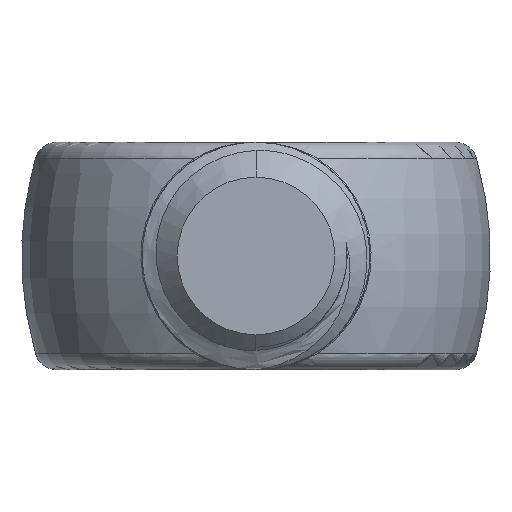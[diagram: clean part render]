
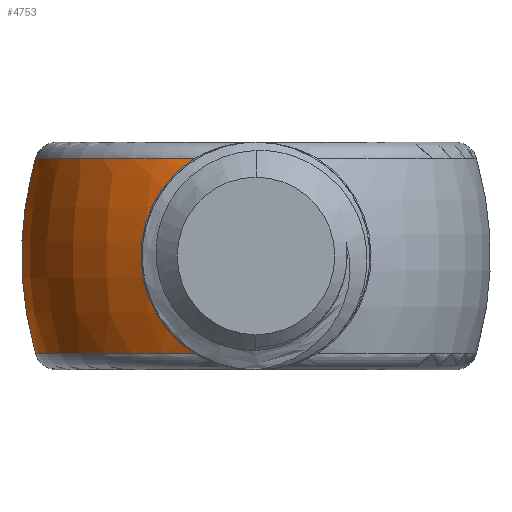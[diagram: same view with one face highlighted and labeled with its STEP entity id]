
A CAD part, front view. The second image highlights one B-rep face of the part: STEP entity #4753.
In plain terms, the highlighted toroidal (fillet/blend) face has major radius 5.922 mm and minor radius 19.018 mm.
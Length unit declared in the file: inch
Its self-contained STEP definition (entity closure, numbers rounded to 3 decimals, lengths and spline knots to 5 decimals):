
#291 = VERTEX_POINT ( 'NONE', #693 ) ;
#293 = VERTEX_POINT ( 'NONE', #695 ) ;
#294 = VERTEX_POINT ( 'NONE', #611 ) ;
#297 = VERTEX_POINT ( 'NONE', #694 ) ;
#299 = VERTEX_POINT ( 'NONE', #527 ) ;
#302 = VERTEX_POINT ( 'NONE', #520 ) ;
#520 = CARTESIAN_POINT ( 'NONE',  ( -0.13485, 0.7536, -0.21431 ) ) ;
#527 = CARTESIAN_POINT ( 'NONE',  ( 0., 1.70305, -0.21431 ) ) ;
#611 = CARTESIAN_POINT ( 'NONE',  ( -0.4843, 1.21875, 0.21431 ) ) ;
#693 = CARTESIAN_POINT ( 'NONE',  ( 0., 1.70305, 0.21431 ) ) ;
#694 = CARTESIAN_POINT ( 'NONE',  ( -0.4843, 1.21875, -0.21431 ) ) ;
#695 = CARTESIAN_POINT ( 'NONE',  ( -0.13485, 0.7536, 0.21431 ) ) ;
#1313 = CARTESIAN_POINT ( 'NONE',  ( 0., 0.98562, 0. ) ) ;
#1314 = DIRECTION ( 'NONE',  ( -1., 0., 0. ) ) ;
#1315 = DIRECTION ( 'NONE',  ( 0., 0., 1. ) ) ;
#1790 = CARTESIAN_POINT ( 'NONE',  ( -0.13485, 0.7536, -0.21431 ) ) ;
#1794 = CARTESIAN_POINT ( 'NONE',  ( -0.15297, 0.75529, -0.20283 ) ) ;
#1795 = CARTESIAN_POINT ( 'NONE',  ( -0.16925, 0.75713, -0.18934 ) ) ;
#1796 = CARTESIAN_POINT ( 'NONE',  ( -0.19104, 0.75988, -0.16617 ) ) ;
#1797 = CARTESIAN_POINT ( 'NONE',  ( -0.1979, 0.7608, -0.15789 ) ) ;
#1798 = CARTESIAN_POINT ( 'NONE',  ( -0.21043, 0.76256, -0.14065 ) ) ;
#1799 = CARTESIAN_POINT ( 'NONE',  ( -0.21611, 0.76339, -0.1317 ) ) ;
#1800 = CARTESIAN_POINT ( 'NONE',  ( -0.2263, 0.76494, -0.11317 ) ) ;
#1801 = CARTESIAN_POINT ( 'NONE',  ( -0.23083, 0.76565, -0.10358 ) ) ;
#1802 = CARTESIAN_POINT ( 'NONE',  ( -0.23869, 0.76692, -0.08376 ) ) ;
#1803 = CARTESIAN_POINT ( 'NONE',  ( -0.24203, 0.76747, -0.07349 ) ) ;
#1804 = CARTESIAN_POINT ( 'NONE',  ( -0.24996, 0.7688, -0.04258 ) ) ;
#1805 = CARTESIAN_POINT ( 'NONE',  ( -0.25265, 0.76927, -0.02154 ) ) ;
#1806 = CARTESIAN_POINT ( 'NONE',  ( -0.25266, 0.76927, 0.02144 ) ) ;
#1807 = CARTESIAN_POINT ( 'NONE',  ( -0.24997, 0.7688, 0.04255 ) ) ;
#1808 = CARTESIAN_POINT ( 'NONE',  ( -0.24204, 0.76747, 0.07345 ) ) ;
#1809 = CARTESIAN_POINT ( 'NONE',  ( -0.23871, 0.76692, 0.0837 ) ) ;
#1810 = CARTESIAN_POINT ( 'NONE',  ( -0.23084, 0.76565, 0.10355 ) ) ;
#1811 = CARTESIAN_POINT ( 'NONE',  ( -0.22632, 0.76494, 0.11314 ) ) ;
#1812 = CARTESIAN_POINT ( 'NONE',  ( -0.21612, 0.7634, 0.13169 ) ) ;
#1813 = CARTESIAN_POINT ( 'NONE',  ( -0.21044, 0.76256, 0.14064 ) ) ;
#1814 = CARTESIAN_POINT ( 'NONE',  ( -0.19791, 0.76081, 0.15788 ) ) ;
#1815 = CARTESIAN_POINT ( 'NONE',  ( -0.19105, 0.75989, 0.16616 ) ) ;
#1816 = CARTESIAN_POINT ( 'NONE',  ( -0.16926, 0.75713, 0.18934 ) ) ;
#1817 = CARTESIAN_POINT ( 'NONE',  ( -0.15297, 0.75529, 0.20283 ) ) ;
#1818 = CARTESIAN_POINT ( 'NONE',  ( -0.13485, 0.7536, 0.21431 ) ) ;
#1955 = CARTESIAN_POINT ( 'NONE',  ( 0., 1.21875, -0.21431 ) ) ;
#1956 = DIRECTION ( 'NONE',  ( 0., 0., 1. ) ) ;
#1957 = DIRECTION ( 'NONE',  ( 1., 0., 0. ) ) ;
#1958 = CARTESIAN_POINT ( 'NONE',  ( 0., 1.21875, 0.21431 ) ) ;
#1964 = DIRECTION ( 'NONE',  ( 0., 0., -1. ) ) ;
#1965 = DIRECTION ( 'NONE',  ( -1., 0., 0. ) ) ;
#1970 = CARTESIAN_POINT ( 'NONE',  ( 0., 1.21875, -0.21431 ) ) ;
#1978 = DIRECTION ( 'NONE',  ( 0., 0., 1. ) ) ;
#1979 = DIRECTION ( 'NONE',  ( 1., 0., 0. ) ) ;
#2432 = CIRCLE ( 'NONE', #5903, 0.4843 ) ;
#2435 = CIRCLE ( 'NONE', #5958, 0.4843 ) ;
#2504 = CIRCLE ( 'NONE', #5952, 0.4843 ) ;
#2803 = EDGE_CURVE ( 'NONE', #291, #299, #5029, .T. ) ;
#2866 = EDGE_CURVE ( 'NONE', #293, #294, #4982, .T. ) ;
#3324 = B_SPLINE_CURVE_WITH_KNOTS ( 'NONE', 3,
 ( #1790, #1794, #1795, #1796, #1797, #1798, #1799, #1800, #1801, #1802, #1803, #1804, #1805, #1806, #1807, #1808, #1809, #1810, #1811, #1812, #1813, #1814, #1815, #1816, #1817, #1818 ),
 .UNSPECIFIED., .F., .F.,
 ( 4, 2, 2, 2, 2, 2, 2, 2, 2, 2, 2, 2, 4 ),
 ( 0., 0.00162, 0.00242, 0.00323, 0.00404, 0.00485, 0.00646, 0.00808, 0.00889, 0.0097, 0.01051, 0.01131, 0.01293 ),
 .UNSPECIFIED. ) ;
#3374 = DIRECTION ( 'NONE',  ( 0., 1., 0. ) ) ;
#3382 = DIRECTION ( 'NONE',  ( 0., 0., -1. ) ) ;
#3385 = CARTESIAN_POINT ( 'NONE',  ( 0., 1.21875, 0. ) ) ;
#3523 = DIRECTION ( 'NONE',  ( -1., 0., 0. ) ) ;
#3524 = DIRECTION ( 'NONE',  ( 0., 0., -1. ) ) ;
#4424 = CARTESIAN_POINT ( 'NONE',  ( 0., 1.21875, 0.21431 ) ) ;
#4753 = ADVANCED_FACE ( 'NONE', ( #4881 ), #4977, .T. ) ;
#4881 = FACE_OUTER_BOUND ( 'NONE', #5260, .T. ) ;
#4977 = TOROIDAL_SURFACE ( 'NONE', #5926, -0.23313, 0.74876 ) ;
#4982 = CIRCLE ( 'NONE', #5466, 0.4843 ) ;
#5029 = CIRCLE ( 'NONE', #5438, 0.74876 ) ;
#5193 = ORIENTED_EDGE ( 'NONE', *, *, #5412, .T. ) ;
#5194 = ORIENTED_EDGE ( 'NONE', *, *, #5433, .T. ) ;
#5195 = ORIENTED_EDGE ( 'NONE', *, *, #5445, .T. ) ;
#5196 = ORIENTED_EDGE ( 'NONE', *, *, #2803, .T. ) ;
#5197 = ORIENTED_EDGE ( 'NONE', *, *, #5439, .T. ) ;
#5198 = ORIENTED_EDGE ( 'NONE', *, *, #2866, .T. ) ;
#5260 = EDGE_LOOP ( 'NONE', ( #5198, #5197, #5196, #5195, #5194, #5193 ) ) ;
#5412 = EDGE_CURVE ( 'NONE', #302, #293, #3324, .T. ) ;
#5433 = EDGE_CURVE ( 'NONE', #297, #302, #2504, .T. ) ;
#5438 = AXIS2_PLACEMENT_3D ( 'NONE', #1313, #1314, #1315 ) ;
#5439 = EDGE_CURVE ( 'NONE', #294, #291, #2435, .T. ) ;
#5445 = EDGE_CURVE ( 'NONE', #299, #297, #2432, .T. ) ;
#5466 = AXIS2_PLACEMENT_3D ( 'NONE', #4424, #3524, #3523 ) ;
#5903 = AXIS2_PLACEMENT_3D ( 'NONE', #1970, #1978, #1979 ) ;
#5926 = AXIS2_PLACEMENT_3D ( 'NONE', #3385, #3382, #3374 ) ;
#5952 = AXIS2_PLACEMENT_3D ( 'NONE', #1955, #1956, #1957 ) ;
#5958 = AXIS2_PLACEMENT_3D ( 'NONE', #1958, #1964, #1965 ) ;
